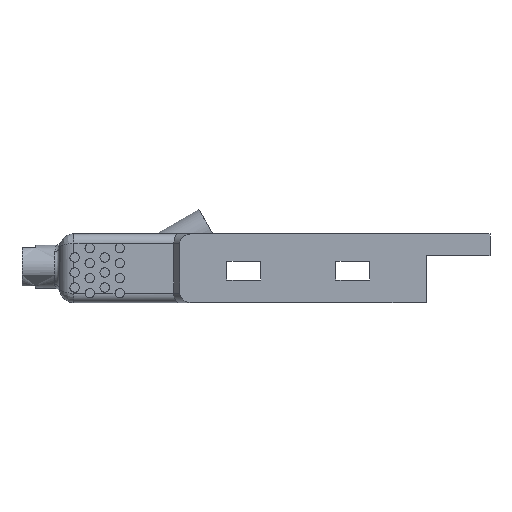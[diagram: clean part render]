
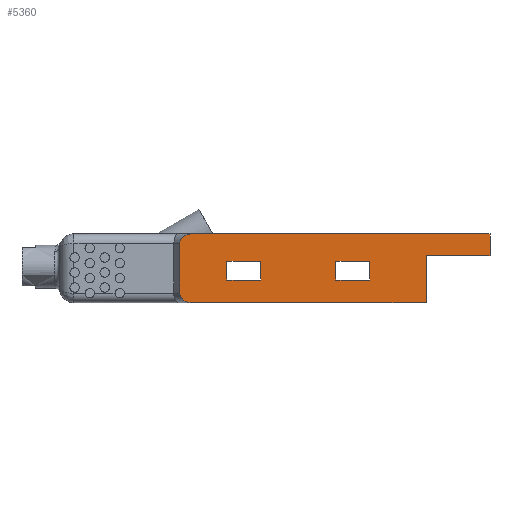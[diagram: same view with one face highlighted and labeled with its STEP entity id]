
A CAD part, front view. The second image highlights one B-rep face of the part: STEP entity #5360.
In plain terms, the highlighted planar face has unit normal (0, -1, 0).
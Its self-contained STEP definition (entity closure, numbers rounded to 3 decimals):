
#122=FACE_BOUND('',#1825,.T.);
#123=FACE_BOUND('',#1826,.T.);
#148=ELLIPSE('',#5793,0.614,0.5);
#149=ELLIPSE('',#5796,0.614,0.5);
#275=PLANE('',#5795);
#523=LINE('',#9016,#937);
#567=LINE('',#9558,#981);
#600=LINE('',#9756,#1014);
#601=LINE('',#9759,#1015);
#602=LINE('',#9761,#1016);
#603=LINE('',#9762,#1017);
#604=LINE('',#9765,#1018);
#605=LINE('',#9767,#1019);
#606=LINE('',#9769,#1020);
#607=LINE('',#9770,#1021);
#608=LINE('',#9773,#1022);
#609=LINE('',#9775,#1023);
#610=LINE('',#9777,#1024);
#611=LINE('',#9778,#1025);
#937=VECTOR('',#6389,10.);
#981=VECTOR('',#6569,10.);
#1014=VECTOR('',#6740,10.);
#1015=VECTOR('',#6743,10.);
#1016=VECTOR('',#6744,10.);
#1017=VECTOR('',#6745,10.);
#1018=VECTOR('',#6746,10.);
#1019=VECTOR('',#6747,10.);
#1020=VECTOR('',#6748,10.);
#1021=VECTOR('',#6749,10.);
#1022=VECTOR('',#6750,10.);
#1023=VECTOR('',#6751,10.);
#1024=VECTOR('',#6752,10.);
#1025=VECTOR('',#6753,10.);
#1449=FACE_OUTER_BOUND('',#1824,.T.);
#1824=EDGE_LOOP('',(#4450,#4451,#4452,#4453,#4454,#4455,#4456,#4457));
#1825=EDGE_LOOP('',(#4458,#4459,#4460,#4461));
#1826=EDGE_LOOP('',(#4462,#4463,#4464,#4465));
#2551=VERTEX_POINT('',#9013);
#2552=VERTEX_POINT('',#9015);
#2644=VERTEX_POINT('',#9555);
#2645=VERTEX_POINT('',#9557);
#2704=VERTEX_POINT('',#9750);
#2705=VERTEX_POINT('',#9755);
#2706=VERTEX_POINT('',#9758);
#2707=VERTEX_POINT('',#9760);
#2708=VERTEX_POINT('',#9763);
#2709=VERTEX_POINT('',#9764);
#2710=VERTEX_POINT('',#9766);
#2711=VERTEX_POINT('',#9768);
#2712=VERTEX_POINT('',#9771);
#2713=VERTEX_POINT('',#9772);
#2714=VERTEX_POINT('',#9774);
#2715=VERTEX_POINT('',#9776);
#3142=EDGE_CURVE('',#2551,#2552,#523,.T.);
#3262=EDGE_CURVE('',#2645,#2644,#567,.T.);
#3346=EDGE_CURVE('',#2704,#2551,#148,.T.);
#3347=EDGE_CURVE('',#2705,#2704,#600,.T.);
#3348=EDGE_CURVE('',#2645,#2705,#149,.T.);
#3349=EDGE_CURVE('',#2644,#2706,#601,.T.);
#3350=EDGE_CURVE('',#2706,#2707,#602,.T.);
#3351=EDGE_CURVE('',#2707,#2552,#603,.T.);
#3352=EDGE_CURVE('',#2708,#2709,#604,.T.);
#3353=EDGE_CURVE('',#2709,#2710,#605,.T.);
#3354=EDGE_CURVE('',#2710,#2711,#606,.T.);
#3355=EDGE_CURVE('',#2711,#2708,#607,.T.);
#3356=EDGE_CURVE('',#2712,#2713,#608,.T.);
#3357=EDGE_CURVE('',#2713,#2714,#609,.T.);
#3358=EDGE_CURVE('',#2714,#2715,#610,.T.);
#3359=EDGE_CURVE('',#2715,#2712,#611,.T.);
#4450=ORIENTED_EDGE('',*,*,#3346,.F.);
#4451=ORIENTED_EDGE('',*,*,#3347,.F.);
#4452=ORIENTED_EDGE('',*,*,#3348,.F.);
#4453=ORIENTED_EDGE('',*,*,#3262,.T.);
#4454=ORIENTED_EDGE('',*,*,#3349,.T.);
#4455=ORIENTED_EDGE('',*,*,#3350,.T.);
#4456=ORIENTED_EDGE('',*,*,#3351,.T.);
#4457=ORIENTED_EDGE('',*,*,#3142,.F.);
#4458=ORIENTED_EDGE('',*,*,#3352,.T.);
#4459=ORIENTED_EDGE('',*,*,#3353,.T.);
#4460=ORIENTED_EDGE('',*,*,#3354,.T.);
#4461=ORIENTED_EDGE('',*,*,#3355,.T.);
#4462=ORIENTED_EDGE('',*,*,#3356,.T.);
#4463=ORIENTED_EDGE('',*,*,#3357,.T.);
#4464=ORIENTED_EDGE('',*,*,#3358,.T.);
#4465=ORIENTED_EDGE('',*,*,#3359,.T.);
#5360=ADVANCED_FACE('',(#1449,#122,#123),#275,.T.);
#5793=AXIS2_PLACEMENT_3D('',#9752,#6734,#6735);
#5795=AXIS2_PLACEMENT_3D('',#9754,#6738,#6739);
#5796=AXIS2_PLACEMENT_3D('',#9757,#6741,#6742);
#6389=DIRECTION('',(1.,0.,0.));
#6569=DIRECTION('',(1.,0.,0.));
#6734=DIRECTION('center_axis',(0.,1.,0.));
#6735=DIRECTION('ref_axis',(-1.,0.,0.));
#6738=DIRECTION('center_axis',(0.,-1.,0.));
#6739=DIRECTION('ref_axis',(0.,0.,1.));
#6740=DIRECTION('',(0.,0.,1.));
#6741=DIRECTION('center_axis',(0.,1.,0.));
#6742=DIRECTION('ref_axis',(-1.,0.,0.));
#6743=DIRECTION('',(0.,0.,1.));
#6744=DIRECTION('',(1.,0.,0.));
#6745=DIRECTION('',(0.,0.,1.));
#6746=DIRECTION('',(0.,0.,1.));
#6747=DIRECTION('',(1.,0.,0.));
#6748=DIRECTION('',(0.,0.,-1.));
#6749=DIRECTION('',(-1.,0.,0.));
#6750=DIRECTION('',(0.,0.,1.));
#6751=DIRECTION('',(1.,0.,0.));
#6752=DIRECTION('',(0.,0.,-1.));
#6753=DIRECTION('',(-1.,0.,0.));
#9013=CARTESIAN_POINT('',(-15.886,-0.387,-0.085));
#9015=CARTESIAN_POINT('',(0.,-0.387,-0.085));
#9016=CARTESIAN_POINT('',(-7.5,-0.387,-0.085));
#9555=CARTESIAN_POINT('',(-3.4,-0.387,-3.735));
#9557=CARTESIAN_POINT('',(-15.886,-0.387,-3.735));
#9558=CARTESIAN_POINT('',(-15.,-0.387,-3.735));
#9750=CARTESIAN_POINT('',(-16.5,-0.387,-0.585));
#9752=CARTESIAN_POINT('Origin',(-15.886,-0.387,-0.585));
#9754=CARTESIAN_POINT('Origin',(-15.,-0.387,-3.735));
#9755=CARTESIAN_POINT('',(-16.5,-0.387,-3.235));
#9756=CARTESIAN_POINT('',(-16.5,-0.387,-0.335));
#9757=CARTESIAN_POINT('Origin',(-15.886,-0.387,-3.235));
#9758=CARTESIAN_POINT('',(-3.4,-0.387,-1.235));
#9759=CARTESIAN_POINT('',(-3.4,-0.387,-2.485));
#9760=CARTESIAN_POINT('',(0.,-0.387,-1.235));
#9761=CARTESIAN_POINT('',(-5.892,-0.387,-1.235));
#9762=CARTESIAN_POINT('',(0.,-0.387,-1.185));
#9763=CARTESIAN_POINT('',(-8.2,-0.387,-2.535));
#9764=CARTESIAN_POINT('',(-8.2,-0.387,-1.535));
#9765=CARTESIAN_POINT('',(-8.2,-0.387,-2.635));
#9766=CARTESIAN_POINT('',(-6.4,-0.387,-1.535));
#9767=CARTESIAN_POINT('',(-10.7,-0.387,-1.535));
#9768=CARTESIAN_POINT('',(-6.4,-0.387,-2.535));
#9769=CARTESIAN_POINT('',(-6.4,-0.387,-3.135));
#9770=CARTESIAN_POINT('',(-11.6,-0.387,-2.535));
#9771=CARTESIAN_POINT('',(-14.,-0.387,-2.535));
#9772=CARTESIAN_POINT('',(-14.,-0.387,-1.535));
#9773=CARTESIAN_POINT('',(-14.,-0.387,-2.635));
#9774=CARTESIAN_POINT('',(-12.2,-0.387,-1.535));
#9775=CARTESIAN_POINT('',(-13.6,-0.387,-1.535));
#9776=CARTESIAN_POINT('',(-12.2,-0.387,-2.535));
#9777=CARTESIAN_POINT('',(-12.2,-0.387,-3.135));
#9778=CARTESIAN_POINT('',(-14.5,-0.387,-2.535));
